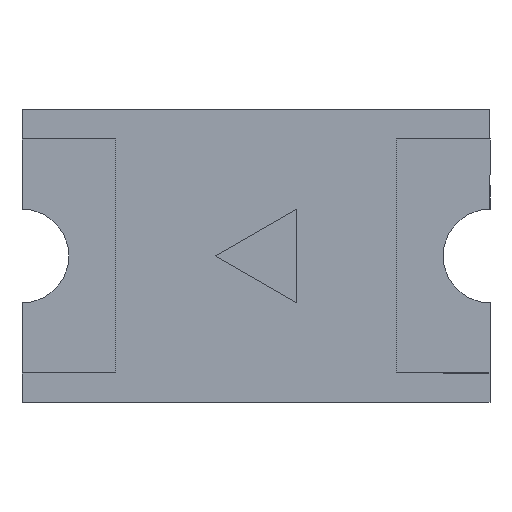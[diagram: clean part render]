
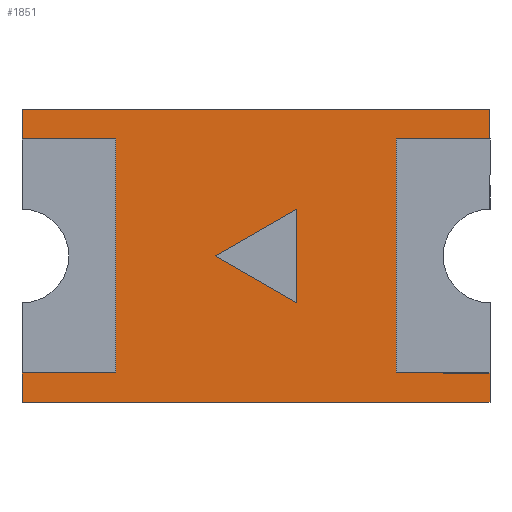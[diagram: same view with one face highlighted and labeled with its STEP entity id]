
A CAD part, front view. The second image highlights one B-rep face of the part: STEP entity #1851.
In plain terms, the highlighted planar face has unit normal (0, -1, 0).
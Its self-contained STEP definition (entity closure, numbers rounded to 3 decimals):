
#2 = ORIENTED_EDGE ( 'NONE', *, *, #1529, .F. ) ;
#11 = CARTESIAN_POINT ( 'NONE',  ( -1., 0., -0.5 ) ) ;
#35 = VERTEX_POINT ( 'NONE', #1295 ) ;
#46 = CARTESIAN_POINT ( 'NONE',  ( 0.6, 0., 0.5 ) ) ;
#54 = CARTESIAN_POINT ( 'NONE',  ( 1., 0., 0.625 ) ) ;
#64 = EDGE_CURVE ( 'NONE', #2453, #35, #1447, .T. ) ;
#75 = DIRECTION ( 'NONE',  ( -1., 0., 0. ) ) ;
#76 = CARTESIAN_POINT ( 'NONE',  ( 1., 0., -0.625 ) ) ;
#81 = ORIENTED_EDGE ( 'NONE', *, *, #244, .T. ) ;
#96 = CARTESIAN_POINT ( 'NONE',  ( 1., 0., 0.625 ) ) ;
#98 = ORIENTED_EDGE ( 'NONE', *, *, #513, .F. ) ;
#119 = LINE ( 'NONE', #2690, #2418 ) ;
#244 = EDGE_CURVE ( 'NONE', #2372, #1674, #1053, .T. ) ;
#295 = CARTESIAN_POINT ( 'NONE',  ( -1.4, 0., 0.5 ) ) ;
#312 = VECTOR ( 'NONE', #1806, 1000. ) ;
#319 = DIRECTION ( 'NONE',  ( 1., 0., 0. ) ) ;
#357 = EDGE_CURVE ( 'NONE', #1066, #754, #2751, .T. ) ;
#361 = CARTESIAN_POINT ( 'NONE',  ( 1., 0., -0.625 ) ) ;
#475 = ORIENTED_EDGE ( 'NONE', *, *, #1178, .F. ) ;
#504 = CARTESIAN_POINT ( 'NONE',  ( -0.173, 0., 0. ) ) ;
#511 = VERTEX_POINT ( 'NONE', #504 ) ;
#513 = EDGE_CURVE ( 'NONE', #2329, #2661, #1788, .T. ) ;
#533 = CARTESIAN_POINT ( 'NONE',  ( -1., 0., 0.625 ) ) ;
#564 = ORIENTED_EDGE ( 'NONE', *, *, #1916, .F. ) ;
#585 = FACE_BOUND ( 'NONE', #1739, .T. ) ;
#588 = ORIENTED_EDGE ( 'NONE', *, *, #939, .F. ) ;
#635 = DIRECTION ( 'NONE',  ( 0., 0., -1. ) ) ;
#652 = DIRECTION ( 'NONE',  ( 0., 0., -1. ) ) ;
#694 = ORIENTED_EDGE ( 'NONE', *, *, #2646, .F. ) ;
#703 = CARTESIAN_POINT ( 'NONE',  ( -0.6, 0., -0.5 ) ) ;
#738 = VERTEX_POINT ( 'NONE', #96 ) ;
#754 = VERTEX_POINT ( 'NONE', #1704 ) ;
#770 = CARTESIAN_POINT ( 'NONE',  ( 0., 0., 0.5 ) ) ;
#786 = PLANE ( 'NONE',  #2325 ) ;
#851 = DIRECTION ( 'NONE',  ( 0., 1., 0. ) ) ;
#879 = CARTESIAN_POINT ( 'NONE',  ( 0.6, 0., -0.5 ) ) ;
#923 = EDGE_CURVE ( 'NONE', #1775, #511, #1340, .T. ) ;
#939 = EDGE_CURVE ( 'NONE', #754, #2329, #1285, .T. ) ;
#942 = LINE ( 'NONE', #533, #312 ) ;
#987 = VECTOR ( 'NONE', #2032, 1000. ) ;
#1053 = LINE ( 'NONE', #2146, #2545 ) ;
#1054 = LINE ( 'NONE', #2514, #1843 ) ;
#1066 = VERTEX_POINT ( 'NONE', #1450 ) ;
#1178 = EDGE_CURVE ( 'NONE', #2187, #1775, #1755, .T. ) ;
#1186 = CARTESIAN_POINT ( 'NONE',  ( 1., 0., 0.625 ) ) ;
#1266 = DIRECTION ( 'NONE',  ( 0.866, 0., -0.5 ) ) ;
#1285 = LINE ( 'NONE', #54, #2096 ) ;
#1295 = CARTESIAN_POINT ( 'NONE',  ( 1., 0., 0.5 ) ) ;
#1340 = LINE ( 'NONE', #1723, #1968 ) ;
#1370 = DIRECTION ( 'NONE',  ( 0., 0., 1. ) ) ;
#1423 = CARTESIAN_POINT ( 'NONE',  ( -1., 0., -0.625 ) ) ;
#1447 = LINE ( 'NONE', #770, #2737 ) ;
#1450 = CARTESIAN_POINT ( 'NONE',  ( 0.6, 0., -0.5 ) ) ;
#1472 = CARTESIAN_POINT ( 'NONE',  ( 0., 0., 0. ) ) ;
#1525 = CARTESIAN_POINT ( 'NONE',  ( -0.6, 0., -0.5 ) ) ;
#1529 = EDGE_CURVE ( 'NONE', #511, #2187, #119, .T. ) ;
#1550 = DIRECTION ( 'NONE',  ( -1., 0., 0. ) ) ;
#1562 = ORIENTED_EDGE ( 'NONE', *, *, #1772, .F. ) ;
#1579 = EDGE_LOOP ( 'NONE', ( #2299, #81, #564, #98, #588, #2109, #1953, #2000, #694, #1562, #2695, #2268 ) ) ;
#1605 = CARTESIAN_POINT ( 'NONE',  ( 0.173, 0., -0.2 ) ) ;
#1651 = DIRECTION ( 'NONE',  ( 0., 0., 1. ) ) ;
#1655 = ORIENTED_EDGE ( 'NONE', *, *, #923, .F. ) ;
#1674 = VERTEX_POINT ( 'NONE', #11 ) ;
#1704 = CARTESIAN_POINT ( 'NONE',  ( 1., 0., -0.5 ) ) ;
#1723 = CARTESIAN_POINT ( 'NONE',  ( -0.173, 0., 0. ) ) ;
#1739 = EDGE_LOOP ( 'NONE', ( #475, #2, #1655 ) ) ;
#1755 = LINE ( 'NONE', #2594, #2248 ) ;
#1772 = EDGE_CURVE ( 'NONE', #2184, #738, #2220, .T. ) ;
#1775 = VERTEX_POINT ( 'NONE', #2059 ) ;
#1788 = LINE ( 'NONE', #76, #2228 ) ;
#1795 = EDGE_CURVE ( 'NONE', #2018, #1807, #2208, .T. ) ;
#1806 = DIRECTION ( 'NONE',  ( 0., 0., 1. ) ) ;
#1807 = VERTEX_POINT ( 'NONE', #2670 ) ;
#1843 = VECTOR ( 'NONE', #2115, 1000. ) ;
#1851 = ADVANCED_FACE ( 'NONE', ( #585, #2527 ), #786, .F. ) ;
#1869 = DIRECTION ( 'NONE',  ( 0., 0., -1. ) ) ;
#1916 = EDGE_CURVE ( 'NONE', #2661, #1674, #1054, .T. ) ;
#1929 = VECTOR ( 'NONE', #1370, 1000. ) ;
#1953 = ORIENTED_EDGE ( 'NONE', *, *, #2364, .F. ) ;
#1954 = DIRECTION ( 'NONE',  ( -1., 0., 0. ) ) ;
#1968 = VECTOR ( 'NONE', #2340, 1000. ) ;
#1978 = CARTESIAN_POINT ( 'NONE',  ( -0.6, 0., 0.5 ) ) ;
#2000 = ORIENTED_EDGE ( 'NONE', *, *, #64, .T. ) ;
#2018 = VERTEX_POINT ( 'NONE', #1978 ) ;
#2032 = DIRECTION ( 'NONE',  ( 1., 0., 0. ) ) ;
#2059 = CARTESIAN_POINT ( 'NONE',  ( 0.173, 0., 0.2 ) ) ;
#2096 = VECTOR ( 'NONE', #635, 1000. ) ;
#2109 = ORIENTED_EDGE ( 'NONE', *, *, #357, .F. ) ;
#2110 = VECTOR ( 'NONE', #75, 1000. ) ;
#2115 = DIRECTION ( 'NONE',  ( 0., 0., 1. ) ) ;
#2146 = CARTESIAN_POINT ( 'NONE',  ( 0., 0., -0.5 ) ) ;
#2150 = CARTESIAN_POINT ( 'NONE',  ( 1.4, 0., -0.5 ) ) ;
#2184 = VERTEX_POINT ( 'NONE', #2411 ) ;
#2187 = VERTEX_POINT ( 'NONE', #1605 ) ;
#2208 = LINE ( 'NONE', #295, #2110 ) ;
#2220 = LINE ( 'NONE', #1186, #987 ) ;
#2228 = VECTOR ( 'NONE', #1550, 1000. ) ;
#2248 = VECTOR ( 'NONE', #2623, 1000. ) ;
#2268 = ORIENTED_EDGE ( 'NONE', *, *, #1795, .F. ) ;
#2270 = VECTOR ( 'NONE', #1869, 1000. ) ;
#2299 = ORIENTED_EDGE ( 'NONE', *, *, #2547, .F. ) ;
#2308 = LINE ( 'NONE', #2738, #2270 ) ;
#2320 = DIRECTION ( 'NONE',  ( 1., 0., 0. ) ) ;
#2325 = AXIS2_PLACEMENT_3D ( 'NONE', #1472, #851, #1651 ) ;
#2329 = VERTEX_POINT ( 'NONE', #361 ) ;
#2340 = DIRECTION ( 'NONE',  ( -0.866, 0., -0.5 ) ) ;
#2364 = EDGE_CURVE ( 'NONE', #2453, #1066, #2580, .T. ) ;
#2369 = VECTOR ( 'NONE', #2320, 1000. ) ;
#2372 = VERTEX_POINT ( 'NONE', #1525 ) ;
#2411 = CARTESIAN_POINT ( 'NONE',  ( -1., 0., 0.625 ) ) ;
#2418 = VECTOR ( 'NONE', #1266, 1000. ) ;
#2453 = VERTEX_POINT ( 'NONE', #46 ) ;
#2514 = CARTESIAN_POINT ( 'NONE',  ( -1., 0., 0.625 ) ) ;
#2527 = FACE_OUTER_BOUND ( 'NONE', #1579, .T. ) ;
#2528 = EDGE_CURVE ( 'NONE', #1807, #2184, #942, .T. ) ;
#2545 = VECTOR ( 'NONE', #1954, 1000. ) ;
#2547 = EDGE_CURVE ( 'NONE', #2372, #2018, #2664, .T. ) ;
#2580 = LINE ( 'NONE', #879, #2659 ) ;
#2594 = CARTESIAN_POINT ( 'NONE',  ( 0.173, 0., 0.2 ) ) ;
#2623 = DIRECTION ( 'NONE',  ( 0., 0., 1. ) ) ;
#2646 = EDGE_CURVE ( 'NONE', #738, #35, #2308, .T. ) ;
#2659 = VECTOR ( 'NONE', #652, 1000. ) ;
#2661 = VERTEX_POINT ( 'NONE', #1423 ) ;
#2664 = LINE ( 'NONE', #703, #1929 ) ;
#2670 = CARTESIAN_POINT ( 'NONE',  ( -1., 0., 0.5 ) ) ;
#2690 = CARTESIAN_POINT ( 'NONE',  ( -0.173, 0., 0. ) ) ;
#2695 = ORIENTED_EDGE ( 'NONE', *, *, #2528, .F. ) ;
#2737 = VECTOR ( 'NONE', #319, 1000. ) ;
#2738 = CARTESIAN_POINT ( 'NONE',  ( 1., 0., 0.625 ) ) ;
#2751 = LINE ( 'NONE', #2150, #2369 ) ;
